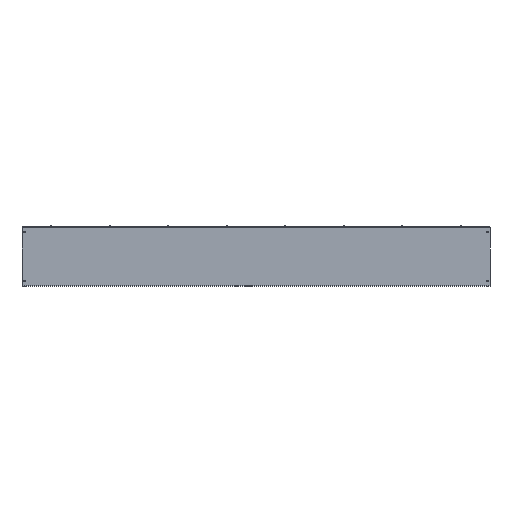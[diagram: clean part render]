
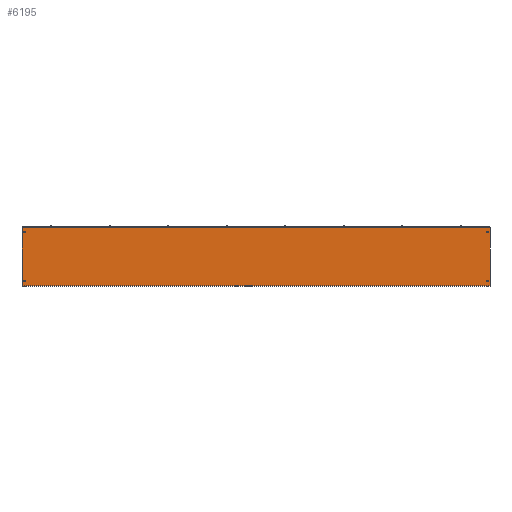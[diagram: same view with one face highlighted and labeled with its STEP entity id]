
A CAD part, left-side view. The second image highlights one B-rep face of the part: STEP entity #6195.
In plain terms, the highlighted planar face has unit normal (-1, 0, 0).
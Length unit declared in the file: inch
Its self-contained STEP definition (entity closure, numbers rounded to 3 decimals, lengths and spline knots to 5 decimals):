
#497 = EDGE_CURVE ( 'NONE', #12615, #18220, #1966, .T. ) ;
#792 = CIRCLE ( 'NONE', #3075, 0.133 ) ;
#812 = LINE ( 'NONE', #6626, #18016 ) ;
#1401 = ORIENTED_EDGE ( 'NONE', *, *, #12988, .T. ) ;
#1546 = EDGE_CURVE ( 'NONE', #9529, #5750, #2255, .T. ) ;
#1558 = DIRECTION ( 'NONE',  ( 1., 0., 0. ) ) ;
#1680 = CARTESIAN_POINT ( 'NONE',  ( -6.072, -48., 11.964 ) ) ;
#1883 = CARTESIAN_POINT ( 'NONE',  ( -6.072, 47.5, 11.072 ) ) ;
#1966 = LINE ( 'NONE', #6447, #9790 ) ;
#2224 = CARTESIAN_POINT ( 'NONE',  ( -6.072, 48., 11.964 ) ) ;
#2255 = CIRCLE ( 'NONE', #8754, 0.133 ) ;
#2384 = CIRCLE ( 'NONE', #2708, 0.133 ) ;
#2430 = CARTESIAN_POINT ( 'NONE',  ( -6.072, 47.5, 11.205 ) ) ;
#2522 = CARTESIAN_POINT ( 'NONE',  ( -6.072, -47.5, 11.072 ) ) ;
#2708 = AXIS2_PLACEMENT_3D ( 'NONE', #2522, #18086, #10350 ) ;
#2973 = CARTESIAN_POINT ( 'NONE',  ( -6.072, 48., 0.0625 ) ) ;
#3075 = AXIS2_PLACEMENT_3D ( 'NONE', #15243, #11990, #18404 ) ;
#3147 = ORIENTED_EDGE ( 'NONE', *, *, #1546, .T. ) ;
#3164 = EDGE_LOOP ( 'NONE', ( #3147, #6223 ) ) ;
#3168 = ORIENTED_EDGE ( 'NONE', *, *, #8614, .T. ) ;
#3350 = VERTEX_POINT ( 'NONE', #16651 ) ;
#3412 = DIRECTION ( 'NONE',  ( 0., 0., 1. ) ) ;
#3797 = VERTEX_POINT ( 'NONE', #4112 ) ;
#4112 = CARTESIAN_POINT ( 'NONE',  ( -6.072, 47.5, 0.867 ) ) ;
#4851 = LINE ( 'NONE', #11434, #10303 ) ;
#5142 = AXIS2_PLACEMENT_3D ( 'NONE', #2973, #6231, #15172 ) ;
#5382 = ORIENTED_EDGE ( 'NONE', *, *, #497, .F. ) ;
#5572 = DIRECTION ( 'NONE',  ( 1., 0., 0. ) ) ;
#5750 = VERTEX_POINT ( 'NONE', #7919 ) ;
#5792 = VERTEX_POINT ( 'NONE', #20003 ) ;
#5821 = FACE_BOUND ( 'NONE', #19325, .T. ) ;
#5837 = EDGE_CURVE ( 'NONE', #6365, #19448, #18758, .T. ) ;
#6195 = ADVANCED_FACE ( 'NONE', ( #9081, #8986, #10698, #5821, #20055 ), #9183, .T. ) ;
#6223 = ORIENTED_EDGE ( 'NONE', *, *, #11248, .T. ) ;
#6231 = DIRECTION ( 'NONE',  ( -1., 0., 0. ) ) ;
#6365 = VERTEX_POINT ( 'NONE', #9587 ) ;
#6368 = CIRCLE ( 'NONE', #8002, 0.133 ) ;
#6447 = CARTESIAN_POINT ( 'NONE',  ( -6.072, -48., 0.108 ) ) ;
#6626 = CARTESIAN_POINT ( 'NONE',  ( -6.072, 48., 0.072 ) ) ;
#6650 = AXIS2_PLACEMENT_3D ( 'NONE', #7094, #5572, #11759 ) ;
#6761 = DIRECTION ( 'NONE',  ( 0., 0., 1. ) ) ;
#7037 = CIRCLE ( 'NONE', #18403, 0.133 ) ;
#7044 = ORIENTED_EDGE ( 'NONE', *, *, #18900, .T. ) ;
#7052 = AXIS2_PLACEMENT_3D ( 'NONE', #17661, #17567, #14200 ) ;
#7094 = CARTESIAN_POINT ( 'NONE',  ( -6.072, -47.5, 11.072 ) ) ;
#7839 = EDGE_CURVE ( 'NONE', #3797, #19467, #6368, .T. ) ;
#7916 = EDGE_CURVE ( 'NONE', #3350, #18220, #812, .T. ) ;
#7919 = CARTESIAN_POINT ( 'NONE',  ( -6.072, 47.5, 10.939 ) ) ;
#8002 = AXIS2_PLACEMENT_3D ( 'NONE', #15495, #1558, #15399 ) ;
#8019 = EDGE_CURVE ( 'NONE', #19448, #6365, #792, .T. ) ;
#8601 = CIRCLE ( 'NONE', #6650, 0.133 ) ;
#8614 = EDGE_CURVE ( 'NONE', #5792, #12334, #8601, .T. ) ;
#8754 = AXIS2_PLACEMENT_3D ( 'NONE', #14581, #9072, #10009 ) ;
#8931 = EDGE_LOOP ( 'NONE', ( #14020, #5382, #7044, #1401 ) ) ;
#8986 = FACE_BOUND ( 'NONE', #12748, .T. ) ;
#9072 = DIRECTION ( 'NONE',  ( 1., 0., 0. ) ) ;
#9081 = FACE_OUTER_BOUND ( 'NONE', #8931, .T. ) ;
#9183 = PLANE ( 'NONE',  #5142 ) ;
#9224 = CIRCLE ( 'NONE', #19606, 0.133 ) ;
#9245 = DIRECTION ( 'NONE',  ( 0., 0., 1. ) ) ;
#9529 = VERTEX_POINT ( 'NONE', #2430 ) ;
#9546 = DIRECTION ( 'NONE',  ( 1., 0., 0. ) ) ;
#9587 = CARTESIAN_POINT ( 'NONE',  ( -6.072, -47.5, 1.133 ) ) ;
#9790 = VECTOR ( 'NONE', #15801, 39.37008 ) ;
#10009 = DIRECTION ( 'NONE',  ( 0., 0., 1. ) ) ;
#10053 = LINE ( 'NONE', #2224, #17656 ) ;
#10214 = ORIENTED_EDGE ( 'NONE', *, *, #8019, .T. ) ;
#10303 = VECTOR ( 'NONE', #6761, 39.37008 ) ;
#10350 = DIRECTION ( 'NONE',  ( 0., 0., 1. ) ) ;
#10626 = ORIENTED_EDGE ( 'NONE', *, *, #13267, .T. ) ;
#10698 = FACE_BOUND ( 'NONE', #14076, .T. ) ;
#11060 = CARTESIAN_POINT ( 'NONE',  ( -6.072, 47.5, 1. ) ) ;
#11071 = ORIENTED_EDGE ( 'NONE', *, *, #7839, .T. ) ;
#11248 = EDGE_CURVE ( 'NONE', #5750, #9529, #7037, .T. ) ;
#11434 = CARTESIAN_POINT ( 'NONE',  ( -6.072, -48., 0.072 ) ) ;
#11759 = DIRECTION ( 'NONE',  ( 0., 0., 1. ) ) ;
#11990 = DIRECTION ( 'NONE',  ( 1., 0., 0. ) ) ;
#12281 = ORIENTED_EDGE ( 'NONE', *, *, #13158, .T. ) ;
#12334 = VERTEX_POINT ( 'NONE', #15429 ) ;
#12615 = VERTEX_POINT ( 'NONE', #18752 ) ;
#12748 = EDGE_LOOP ( 'NONE', ( #17565, #10214 ) ) ;
#12819 = CARTESIAN_POINT ( 'NONE',  ( -6.072, 48., 0.108 ) ) ;
#12988 = EDGE_CURVE ( 'NONE', #13683, #3350, #10053, .T. ) ;
#13158 = EDGE_CURVE ( 'NONE', #12334, #5792, #2384, .T. ) ;
#13267 = EDGE_CURVE ( 'NONE', #19467, #3797, #9224, .T. ) ;
#13683 = VERTEX_POINT ( 'NONE', #1680 ) ;
#13831 = CARTESIAN_POINT ( 'NONE',  ( -6.072, -47.5, 0.867 ) ) ;
#14020 = ORIENTED_EDGE ( 'NONE', *, *, #7916, .T. ) ;
#14076 = EDGE_LOOP ( 'NONE', ( #12281, #3168 ) ) ;
#14200 = DIRECTION ( 'NONE',  ( 0., 0., 1. ) ) ;
#14581 = CARTESIAN_POINT ( 'NONE',  ( -6.072, 47.5, 11.072 ) ) ;
#15172 = DIRECTION ( 'NONE',  ( 0., 0., 1. ) ) ;
#15243 = CARTESIAN_POINT ( 'NONE',  ( -6.072, -47.5, 1. ) ) ;
#15399 = DIRECTION ( 'NONE',  ( 0., 0., 1. ) ) ;
#15429 = CARTESIAN_POINT ( 'NONE',  ( -6.072, -47.5, 11.205 ) ) ;
#15495 = CARTESIAN_POINT ( 'NONE',  ( -6.072, 47.5, 1. ) ) ;
#15801 = DIRECTION ( 'NONE',  ( 0., 1., 0. ) ) ;
#16651 = CARTESIAN_POINT ( 'NONE',  ( -6.072, 48., 11.964 ) ) ;
#17565 = ORIENTED_EDGE ( 'NONE', *, *, #5837, .T. ) ;
#17567 = DIRECTION ( 'NONE',  ( 1., 0., 0. ) ) ;
#17599 = DIRECTION ( 'NONE',  ( 0., 1., 0. ) ) ;
#17656 = VECTOR ( 'NONE', #17599, 39.37008 ) ;
#17661 = CARTESIAN_POINT ( 'NONE',  ( -6.072, -47.5, 1. ) ) ;
#18016 = VECTOR ( 'NONE', #19135, 39.37008 ) ;
#18086 = DIRECTION ( 'NONE',  ( 1., 0., 0. ) ) ;
#18220 = VERTEX_POINT ( 'NONE', #12819 ) ;
#18403 = AXIS2_PLACEMENT_3D ( 'NONE', #1883, #18781, #3412 ) ;
#18404 = DIRECTION ( 'NONE',  ( 0., 0., 1. ) ) ;
#18752 = CARTESIAN_POINT ( 'NONE',  ( -6.072, -48., 0.108 ) ) ;
#18758 = CIRCLE ( 'NONE', #7052, 0.133 ) ;
#18781 = DIRECTION ( 'NONE',  ( 1., 0., 0. ) ) ;
#18900 = EDGE_CURVE ( 'NONE', #12615, #13683, #4851, .T. ) ;
#19135 = DIRECTION ( 'NONE',  ( 0., 0., -1. ) ) ;
#19325 = EDGE_LOOP ( 'NONE', ( #10626, #11071 ) ) ;
#19448 = VERTEX_POINT ( 'NONE', #13831 ) ;
#19467 = VERTEX_POINT ( 'NONE', #20046 ) ;
#19606 = AXIS2_PLACEMENT_3D ( 'NONE', #11060, #9546, #9245 ) ;
#20003 = CARTESIAN_POINT ( 'NONE',  ( -6.072, -47.5, 10.939 ) ) ;
#20046 = CARTESIAN_POINT ( 'NONE',  ( -6.072, 47.5, 1.133 ) ) ;
#20055 = FACE_BOUND ( 'NONE', #3164, .T. ) ;
